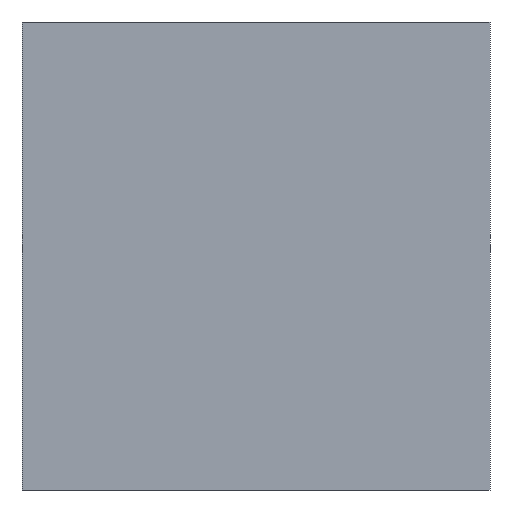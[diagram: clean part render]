
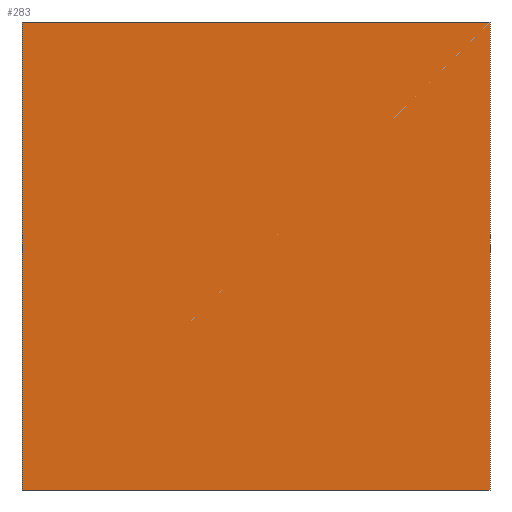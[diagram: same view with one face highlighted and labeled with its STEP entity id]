
A CAD part, front view. The second image highlights one B-rep face of the part: STEP entity #283.
In plain terms, the highlighted planar face has unit normal (0, -1, 0).
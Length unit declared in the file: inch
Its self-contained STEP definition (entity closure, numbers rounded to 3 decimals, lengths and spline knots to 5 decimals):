
#1 = VECTOR ( 'NONE', #10, 39.37008 ) ;
#10 = DIRECTION ( 'NONE',  ( 1., 0., 0. ) ) ;
#11 = VECTOR ( 'NONE', #256, 39.37008 ) ;
#15 = EDGE_CURVE ( 'NONE', #281, #236, #278, .T. ) ;
#27 = EDGE_CURVE ( 'NONE', #81, #78, #177, .T. ) ;
#38 = CARTESIAN_POINT ( 'NONE',  ( -2., -1., 0. ) ) ;
#48 = CARTESIAN_POINT ( 'NONE',  ( -2., -1., 4. ) ) ;
#65 = LINE ( 'NONE', #174, #192 ) ;
#67 = CARTESIAN_POINT ( 'NONE',  ( 2., -1., 4. ) ) ;
#69 = CARTESIAN_POINT ( 'NONE',  ( -2., -1., 4. ) ) ;
#73 = CARTESIAN_POINT ( 'NONE',  ( 2., -1., 0. ) ) ;
#74 = ORIENTED_EDGE ( 'NONE', *, *, #15, .T. ) ;
#78 = VERTEX_POINT ( 'NONE', #67 ) ;
#81 = VERTEX_POINT ( 'NONE', #48 ) ;
#82 = EDGE_CURVE ( 'NONE', #78, #236, #119, .T. ) ;
#84 = CARTESIAN_POINT ( 'NONE',  ( -2., -1., 0. ) ) ;
#97 = ORIENTED_EDGE ( 'NONE', *, *, #82, .F. ) ;
#119 = LINE ( 'NONE', #228, #150 ) ;
#129 = DIRECTION ( 'NONE',  ( 0., 0., -1. ) ) ;
#150 = VECTOR ( 'NONE', #246, 39.37008 ) ;
#173 = ORIENTED_EDGE ( 'NONE', *, *, #280, .T. ) ;
#174 = CARTESIAN_POINT ( 'NONE',  ( -2., -1., 4. ) ) ;
#176 = DIRECTION ( 'NONE',  ( 0., 0., 1. ) ) ;
#177 = LINE ( 'NONE', #267, #1 ) ;
#192 = VECTOR ( 'NONE', #129, 39.37008 ) ;
#199 = PLANE ( 'NONE',  #233 ) ;
#211 = ORIENTED_EDGE ( 'NONE', *, *, #27, .F. ) ;
#228 = CARTESIAN_POINT ( 'NONE',  ( 2., -1., 4. ) ) ;
#233 = AXIS2_PLACEMENT_3D ( 'NONE', #69, #271, #176 ) ;
#236 = VERTEX_POINT ( 'NONE', #73 ) ;
#246 = DIRECTION ( 'NONE',  ( 0., 0., -1. ) ) ;
#256 = DIRECTION ( 'NONE',  ( 1., 0., 0. ) ) ;
#263 = FACE_OUTER_BOUND ( 'NONE', #276, .T. ) ;
#267 = CARTESIAN_POINT ( 'NONE',  ( -2., -1., 4. ) ) ;
#271 = DIRECTION ( 'NONE',  ( 0., 1., 0. ) ) ;
#276 = EDGE_LOOP ( 'NONE', ( #74, #97, #211, #173 ) ) ;
#278 = LINE ( 'NONE', #84, #11 ) ;
#280 = EDGE_CURVE ( 'NONE', #81, #281, #65, .T. ) ;
#281 = VERTEX_POINT ( 'NONE', #38 ) ;
#283 = ADVANCED_FACE ( 'NONE', ( #263 ), #199, .F. ) ;
